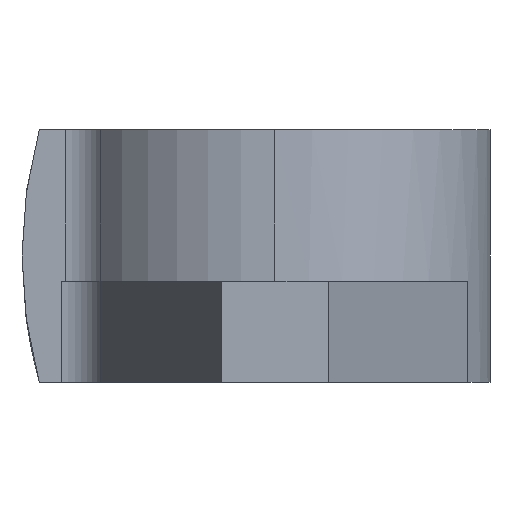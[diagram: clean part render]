
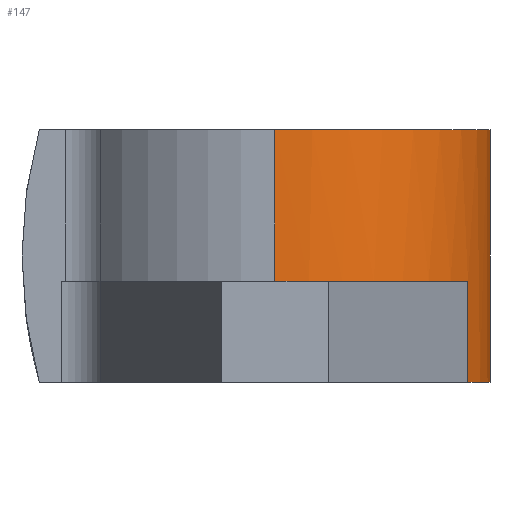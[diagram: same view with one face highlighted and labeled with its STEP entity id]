
A CAD part, left-side view. The second image highlights one B-rep face of the part: STEP entity #147.
In plain terms, the highlighted cylindrical face has radius 17 mm (diameter 34 mm), a partial arc.
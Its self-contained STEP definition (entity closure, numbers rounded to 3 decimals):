
#147=ADVANCED_FACE('',(#307),#308,.T.);
#307=FACE_OUTER_BOUND('',#475,.T.);
#308=CYLINDRICAL_SURFACE('',#476,17.0);
#475=EDGE_LOOP('',(#852,#853,#854,#855,#856,#857,#858,#859));
#476=AXIS2_PLACEMENT_3D('',#860,#861,#862);
#852=ORIENTED_EDGE('',*,*,#1017,.T.);
#853=ORIENTED_EDGE('',*,*,#1157,.T.);
#854=ORIENTED_EDGE('',*,*,#1012,.T.);
#855=ORIENTED_EDGE('',*,*,#1158,.F.);
#856=ORIENTED_EDGE('',*,*,#1159,.F.);
#857=ORIENTED_EDGE('',*,*,#1160,.T.);
#858=ORIENTED_EDGE('',*,*,#1161,.T.);
#859=ORIENTED_EDGE('',*,*,#1153,.T.);
#860=CARTESIAN_POINT('',(0.0,0.,0.0));
#861=DIRECTION('',(0.0,0.0,1.0));
#862=DIRECTION('',(1.0,0.0,0.0));
#1012=EDGE_CURVE('',#1205,#1206,#1207,.T.);
#1017=EDGE_CURVE('',#1214,#1215,#1216,.T.);
#1153=EDGE_CURVE('',#1422,#1214,#1423,.T.);
#1157=EDGE_CURVE('',#1215,#1205,#1428,.T.);
#1158=EDGE_CURVE('',#1429,#1206,#1430,.T.);
#1159=EDGE_CURVE('',#1431,#1429,#1432,.T.);
#1160=EDGE_CURVE('',#1431,#1433,#1434,.T.);
#1161=EDGE_CURVE('',#1433,#1422,#1435,.T.);
#1205=VERTEX_POINT('',#1493);
#1206=VERTEX_POINT('',#1494);
#1207=LINE('',#1495,#1496);
#1214=VERTEX_POINT('',#1504);
#1215=VERTEX_POINT('',#1505);
#1216=LINE('',#1506,#1507);
#1422=VERTEX_POINT('',#1880);
#1423=CIRCLE('',#1881,17.0);
#1428=CIRCLE('',#1888,17.0);
#1429=VERTEX_POINT('',#1889);
#1430=CIRCLE('',#1890,17.0);
#1431=VERTEX_POINT('',#1891);
#1432=LINE('',#1892,#1893);
#1433=VERTEX_POINT('',#1894);
#1434=CIRCLE('',#1895,17.0);
#1435=LINE('',#1896,#1897);
#1493=CARTESIAN_POINT('',(-17.0,0.,20.0));
#1494=CARTESIAN_POINT('',(-17.0,0.,8.0));
#1495=CARTESIAN_POINT('',(-17.0,0.,0.0));
#1496=VECTOR('',#1976,1.0);
#1504=CARTESIAN_POINT('',(17.0,0.,8.0));
#1505=CARTESIAN_POINT('',(17.0,0.,20.0));
#1506=CARTESIAN_POINT('',(17.0,0.,0.0));
#1507=VECTOR('',#1984,1.0);
#1880=CARTESIAN_POINT('',(7.497,-15.257,8.0));
#1881=AXIS2_PLACEMENT_3D('',#2168,#2169,#2170);
#1888=AXIS2_PLACEMENT_3D('',#2173,#2174,#2175);
#1889=CARTESIAN_POINT('',(-7.497,-15.257,8.0));
#1890=AXIS2_PLACEMENT_3D('',#2176,#2177,#2178);
#1891=CARTESIAN_POINT('',(-7.497,-15.257,0.0));
#1892=CARTESIAN_POINT('',(-7.497,-15.257,0.0));
#1893=VECTOR('',#2179,1.0);
#1894=CARTESIAN_POINT('',(7.497,-15.257,0.0));
#1895=AXIS2_PLACEMENT_3D('',#2180,#2181,#2182);
#1896=CARTESIAN_POINT('',(7.497,-15.257,0.0));
#1897=VECTOR('',#2183,1.0);
#1976=DIRECTION('',(-0.0,-0.0,-1.0));
#1984=DIRECTION('',(0.0,0.0,1.0));
#2168=CARTESIAN_POINT('',(0.0,0.,8.0));
#2169=DIRECTION('',(0.0,0.0,1.0));
#2170=DIRECTION('',(1.0,0.0,0.0));
#2173=CARTESIAN_POINT('',(0.0,0.,20.0));
#2174=DIRECTION('',(0.0,0.0,-1.0));
#2175=DIRECTION('',(1.0,0.0,0.0));
#2176=CARTESIAN_POINT('',(0.,0.,8.0));
#2177=DIRECTION('',(0.,0.0,-1.0));
#2178=DIRECTION('',(-1.0,0.0,0.));
#2179=DIRECTION('',(0.0,0.0,1.0));
#2180=CARTESIAN_POINT('',(0.0,0.,0.0));
#2181=DIRECTION('',(0.0,0.0,1.0));
#2182=DIRECTION('',(1.0,0.0,0.0));
#2183=DIRECTION('',(0.0,0.0,1.0));
